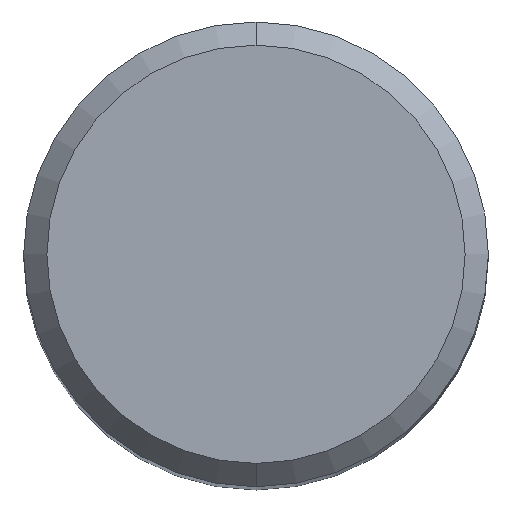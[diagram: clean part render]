
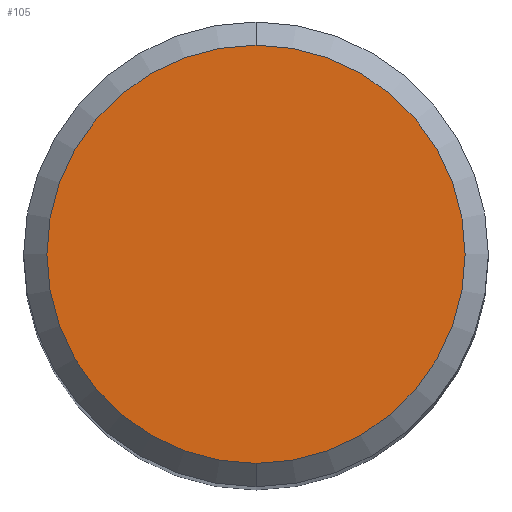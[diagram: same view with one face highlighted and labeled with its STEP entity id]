
A CAD part, top view. The second image highlights one B-rep face of the part: STEP entity #105.
In plain terms, the highlighted planar face has unit normal (0, 0, 1).
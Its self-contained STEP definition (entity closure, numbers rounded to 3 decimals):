
#105=ADVANCED_FACE('',(#257),#258,.T.);
#127=EDGE_CURVE('',#141,#211,#282,.T.);
#141=VERTEX_POINT('',#297);
#157=EDGE_CURVE('',#211,#141,#314,.T.);
#211=VERTEX_POINT('',#376);
#257=FACE_OUTER_BOUND('',#417,.T.);
#258=PLANE('',#418);
#282=CIRCLE('',#448,4.5);
#297=CARTESIAN_POINT('',(0.,-4.5,0.0));
#314=CIRCLE('',#494,4.5);
#376=CARTESIAN_POINT('',(0.0,4.5,0.0));
#417=EDGE_LOOP('',(#610,#611));
#418=AXIS2_PLACEMENT_3D('',#612,#613,#614);
#448=AXIS2_PLACEMENT_3D('',#639,#640,#641);
#494=AXIS2_PLACEMENT_3D('',#671,#672,#673);
#610=ORIENTED_EDGE('',*,*,#157,.F.);
#611=ORIENTED_EDGE('',*,*,#127,.F.);
#612=CARTESIAN_POINT('',(0.0,2.25,0.0));
#613=DIRECTION('',(-0.0,0.0,1.0));
#614=DIRECTION('',(0.0,-1.0,0.0));
#639=CARTESIAN_POINT('',(0.0,0.0,0.0));
#640=DIRECTION('',(0.0,0.0,-1.0));
#641=DIRECTION('',(0.0,1.0,0.0));
#671=CARTESIAN_POINT('',(0.0,0.0,0.0));
#672=DIRECTION('',(0.0,0.0,-1.0));
#673=DIRECTION('',(0.0,1.0,0.0));
